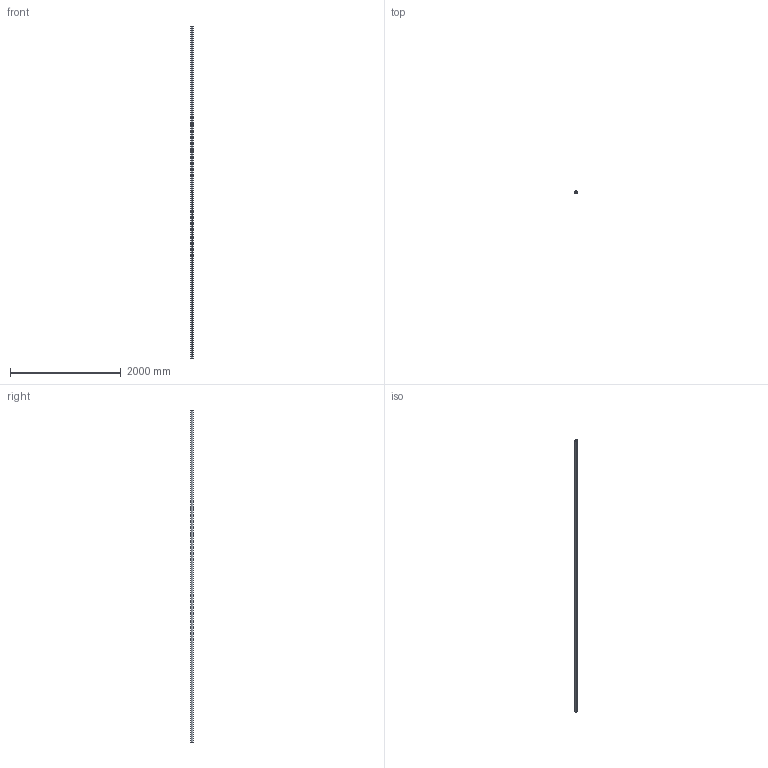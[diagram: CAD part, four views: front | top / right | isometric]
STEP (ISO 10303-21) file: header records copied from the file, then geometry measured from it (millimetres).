
FILE_DESCRIPTION (( 'STEP AP203' ), '1' );
FILE_NAME ('60331-240.step', '2022-06-27T14:25:32', ( '' ), ( '' ), 'SwSTEP 2.0', 'SolidWorks 2018', '' );
FILE_SCHEMA (( 'CONFIG_CONTROL_DESIGN' ));
Length unit declared in the file: millimetre
Products named in the file (1): 60331-240
Bounding box: 48.24 x 41.97 x 6000 mm (x, y, z)
Volume: 1813898.8 mm3; surface area: 2419149.6 mm2
Topology: 1 solids, 1 shells, 286 faces, 777 edges, 518 vertices
Faces by surface type: plane 147, bspline 129, cylinder 10
Entity records: 15332 total; most frequent: CARTESIAN_POINT 8895, ORIENTED_EDGE 1554, DIRECTION 855, EDGE_CURVE 777, VERTEX_POINT 518, LINE 499, VECTOR 499, EDGE_LOOP 313
